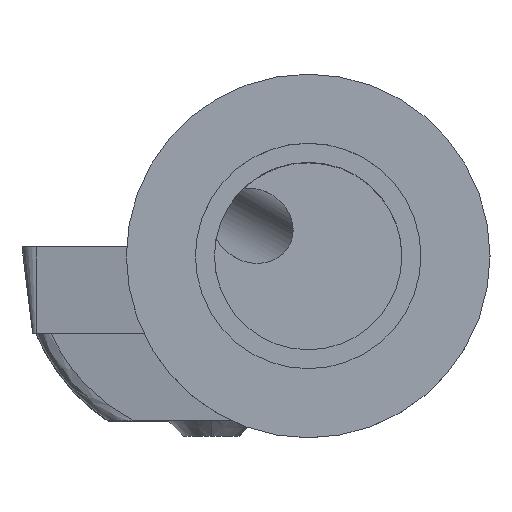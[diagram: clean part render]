
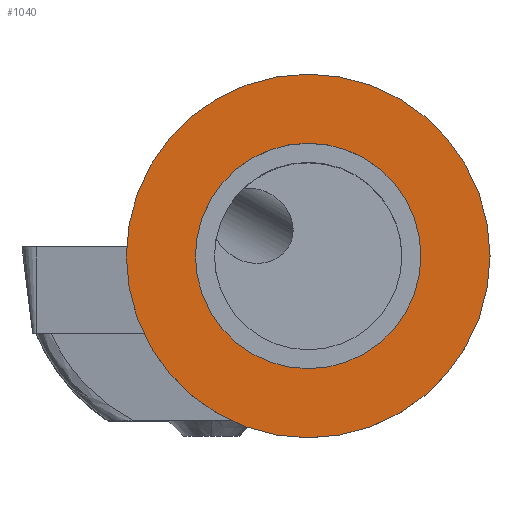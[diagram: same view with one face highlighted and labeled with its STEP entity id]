
A CAD part, top view. The second image highlights one B-rep face of the part: STEP entity #1040.
In plain terms, the highlighted planar face has unit normal (0, 0, 1).
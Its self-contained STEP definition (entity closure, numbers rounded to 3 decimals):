
#690=VERTEX_POINT('NONE',#1704);
#798=VERTEX_POINT('NONE',#1822);
#802=VERTEX_POINT('NONE',#1827);
#874=EDGE_CURVE('NONE',#690,#1364,#1904,.F.);
#1002=EDGE_CURVE('NONE',#798,#802,#2048,.F.);
#1038=EDGE_CURVE('NONE',#802,#798,#2089,.T.);
#1040=ADVANCED_FACE('NONE',(#2091,#2092),#2093,.F.);
#1174=EDGE_CURVE('NONE',#1364,#690,#2239,.F.);
#1364=VERTEX_POINT('NONE',#2447);
#1704=CARTESIAN_POINT('',(0.,5.0,0.));
#1822=CARTESIAN_POINT('',(0.,3.1,0.0));
#1827=CARTESIAN_POINT('',(0.,-3.1,0.0));
#1904=CIRCLE('',#4037,5.0);
#2048=CIRCLE('',#4231,3.1);
#2089=CIRCLE('',#4287,3.1);
#2091=FACE_OUTER_BOUND('',#4289,.T.);
#2092=FACE_BOUND('',#4290,.T.);
#2093=PLANE('',#4291);
#2239=CIRCLE('',#4984,5.0);
#2447=CARTESIAN_POINT('',(0.,-5.0,0.));
#4037=AXIS2_PLACEMENT_3D('',#5935,#5936,#5937);
#4231=AXIS2_PLACEMENT_3D('',#6120,#6121,#6122);
#4287=AXIS2_PLACEMENT_3D('',#6176,#6177,#6178);
#4289=EDGE_LOOP('',(#6180,#6181));
#4290=EDGE_LOOP('',(#6182,#6183));
#4291=AXIS2_PLACEMENT_3D('',#6184,#6185,#6186);
#4984=AXIS2_PLACEMENT_3D('',#6357,#6358,#6359);
#5935=CARTESIAN_POINT('',(0.,0.,0.));
#5936=DIRECTION('',(0.0,-0.0,1.0));
#5937=DIRECTION('',(0.0,1.0,0.0));
#6120=CARTESIAN_POINT('',(0.,0.,0.));
#6121=DIRECTION('',(0.0,0.0,-1.0));
#6122=DIRECTION('',(0.0,1.0,0.0));
#6176=CARTESIAN_POINT('',(0.,0.,0.));
#6177=DIRECTION('',(0.0,-0.0,1.0));
#6178=DIRECTION('',(0.0,1.0,0.0));
#6180=ORIENTED_EDGE('',*,*,#874,.F.);
#6181=ORIENTED_EDGE('',*,*,#1174,.F.);
#6182=ORIENTED_EDGE('',*,*,#1002,.F.);
#6183=ORIENTED_EDGE('',*,*,#1038,.F.);
#6184=CARTESIAN_POINT('',(0.,0.,0.));
#6185=DIRECTION('',(0.0,0.0,-1.0));
#6186=DIRECTION('',(-1.0,0.0,0.0));
#6357=CARTESIAN_POINT('',(0.,0.,0.));
#6358=DIRECTION('',(0.0,-0.0,1.0));
#6359=DIRECTION('',(0.0,1.0,0.0));
